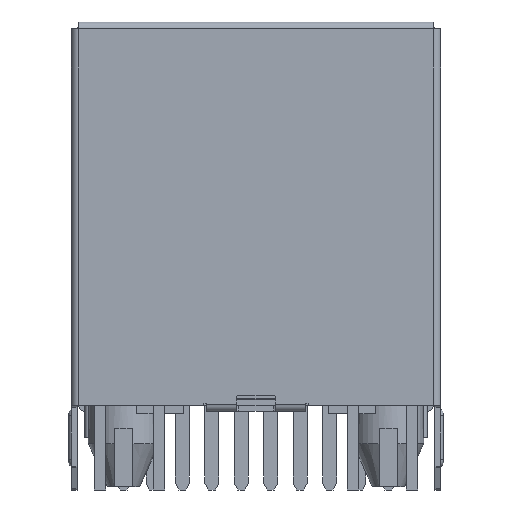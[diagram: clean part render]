
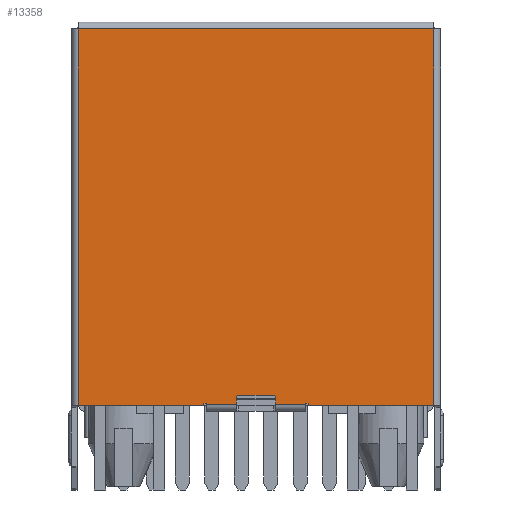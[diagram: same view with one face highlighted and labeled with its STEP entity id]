
A CAD part, front view. The second image highlights one B-rep face of the part: STEP entity #13358.
In plain terms, the highlighted face is planar.
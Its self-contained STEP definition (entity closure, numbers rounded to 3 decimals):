
#532=PLANE('',#16723);
#1639=LINE('',#23080,#3094);
#1645=LINE('',#23100,#3100);
#1647=LINE('',#23104,#3102);
#1650=LINE('',#23110,#3105);
#1659=LINE('',#23137,#3114);
#1661=LINE('',#23141,#3116);
#1664=LINE('',#23147,#3119);
#1671=LINE('',#23166,#3126);
#1681=LINE('',#23187,#3136);
#1682=LINE('',#23190,#3137);
#1683=LINE('',#23191,#3138);
#1684=LINE('',#23193,#3139);
#1685=LINE('',#23195,#3140);
#1686=LINE('',#23196,#3141);
#1687=LINE('',#23197,#3142);
#1688=LINE('',#23198,#3143);
#3094=VECTOR('',#19345,1000.);
#3100=VECTOR('',#19361,1000.);
#3102=VECTOR('',#19365,1000.);
#3105=VECTOR('',#19370,1000.);
#3114=VECTOR('',#19389,1000.);
#3116=VECTOR('',#19393,1000.);
#3119=VECTOR('',#19398,1000.);
#3126=VECTOR('',#19413,1000.);
#3136=VECTOR('',#19433,1000.);
#3137=VECTOR('',#19434,1000.);
#3138=VECTOR('',#19435,1000.);
#3139=VECTOR('',#19436,1000.);
#3140=VECTOR('',#19437,1000.);
#3141=VECTOR('',#19438,1000.);
#3142=VECTOR('',#19439,1000.);
#3143=VECTOR('',#19440,1000.);
#6090=ORIENTED_EDGE('',*,*,#8878,.T.);
#6091=ORIENTED_EDGE('',*,*,#8879,.T.);
#6092=ORIENTED_EDGE('',*,*,#8869,.F.);
#6093=ORIENTED_EDGE('',*,*,#8866,.T.);
#6094=ORIENTED_EDGE('',*,*,#8863,.F.);
#6095=ORIENTED_EDGE('',*,*,#8880,.T.);
#6096=ORIENTED_EDGE('',*,*,#8881,.T.);
#6097=ORIENTED_EDGE('',*,*,#8882,.T.);
#6098=ORIENTED_EDGE('',*,*,#8857,.T.);
#6099=ORIENTED_EDGE('',*,*,#8854,.T.);
#6100=ORIENTED_EDGE('',*,*,#8852,.T.);
#6101=ORIENTED_EDGE('',*,*,#8883,.F.);
#6102=ORIENTED_EDGE('',*,*,#8825,.F.);
#6103=ORIENTED_EDGE('',*,*,#8884,.T.);
#6104=ORIENTED_EDGE('',*,*,#8839,.T.);
#6105=ORIENTED_EDGE('',*,*,#8836,.F.);
#6106=ORIENTED_EDGE('',*,*,#8834,.F.);
#6107=ORIENTED_EDGE('',*,*,#8885,.F.);
#8825=EDGE_CURVE('',#10365,#10367,#1639,.T.);
#8834=EDGE_CURVE('',#10375,#10376,#1645,.T.);
#8836=EDGE_CURVE('',#10376,#10377,#1647,.T.);
#8839=EDGE_CURVE('',#10379,#10377,#1650,.T.);
#8852=EDGE_CURVE('',#10392,#10391,#1659,.T.);
#8854=EDGE_CURVE('',#10393,#10392,#1661,.T.);
#8857=EDGE_CURVE('',#10395,#10393,#1664,.T.);
#8863=EDGE_CURVE('',#10400,#10397,#11104,.T.);
#8866=EDGE_CURVE('',#10401,#10397,#1671,.T.);
#8869=EDGE_CURVE('',#10401,#10403,#11106,.T.);
#8878=EDGE_CURVE('',#10409,#10410,#1681,.T.);
#8879=EDGE_CURVE('',#10410,#10403,#1682,.T.);
#8880=EDGE_CURVE('',#10400,#10411,#1683,.T.);
#8881=EDGE_CURVE('',#10411,#10412,#1684,.T.);
#8882=EDGE_CURVE('',#10412,#10395,#1685,.T.);
#8883=EDGE_CURVE('',#10367,#10391,#1686,.T.);
#8884=EDGE_CURVE('',#10365,#10379,#1687,.T.);
#8885=EDGE_CURVE('',#10409,#10375,#1688,.T.);
#10365=VERTEX_POINT('',#23078);
#10367=VERTEX_POINT('',#23081);
#10375=VERTEX_POINT('',#23099);
#10376=VERTEX_POINT('',#23101);
#10377=VERTEX_POINT('',#23105);
#10379=VERTEX_POINT('',#23111);
#10391=VERTEX_POINT('',#23136);
#10392=VERTEX_POINT('',#23138);
#10393=VERTEX_POINT('',#23142);
#10395=VERTEX_POINT('',#23148);
#10397=VERTEX_POINT('',#23154);
#10400=VERTEX_POINT('',#23159);
#10401=VERTEX_POINT('',#23163);
#10403=VERTEX_POINT('',#23169);
#10409=VERTEX_POINT('',#23188);
#10410=VERTEX_POINT('',#23189);
#10411=VERTEX_POINT('',#23192);
#10412=VERTEX_POINT('',#23194);
#11104=CIRCLE('',#16717,0.1);
#11106=CIRCLE('',#16721,0.1);
#11755=EDGE_LOOP('',(#6090,#6091,#6092,#6093,#6094,#6095,#6096,#6097,#6098,
#6099,#6100,#6101,#6102,#6103,#6104,#6105,#6106,#6107));
#12568=FACE_BOUND('',#11755,.T.);
#13358=ADVANCED_FACE('',(#12568),#532,.T.);
#16717=AXIS2_PLACEMENT_3D('',#23160,#19407,#19408);
#16721=AXIS2_PLACEMENT_3D('',#23172,#19419,#19420);
#16723=AXIS2_PLACEMENT_3D('',#23186,#19431,#19432);
#19345=DIRECTION('',(1.,0.,0.));
#19361=DIRECTION('',(-1.,0.,0.));
#19365=DIRECTION('',(0.,1.,0.));
#19370=DIRECTION('',(1.,0.,0.));
#19389=DIRECTION('',(1.,0.,0.));
#19393=DIRECTION('',(0.,1.,0.));
#19398=DIRECTION('',(1.,0.,0.));
#19407=DIRECTION('',(0.,0.,-1.));
#19408=DIRECTION('',(-1.,0.,0.));
#19413=DIRECTION('',(1.,0.,0.));
#19419=DIRECTION('',(0.,0.,-1.));
#19420=DIRECTION('',(-1.,0.,0.));
#19431=DIRECTION('',(0.,0.,-1.));
#19432=DIRECTION('',(-1.,0.,0.));
#19433=DIRECTION('',(1.,0.,0.));
#19434=DIRECTION('',(0.,-1.,0.));
#19435=DIRECTION('',(0.,1.,0.));
#19436=DIRECTION('',(1.,0.,0.));
#19437=DIRECTION('',(0.,-1.,0.));
#19438=DIRECTION('',(0.,1.,0.));
#19439=DIRECTION('',(0.,1.,0.));
#19440=DIRECTION('',(0.,-1.,0.));
#23078=CARTESIAN_POINT('',(-7.675,-7.975,-10.92));
#23080=CARTESIAN_POINT('',(-7.675,-7.975,-10.92));
#23081=CARTESIAN_POINT('',(7.675,-7.975,-10.92));
#23099=CARTESIAN_POINT('',(-2.15,8.175,-10.92));
#23100=CARTESIAN_POINT('',(-2.25,8.175,-10.92));
#23101=CARTESIAN_POINT('',(-2.25,8.175,-10.92));
#23104=CARTESIAN_POINT('',(-2.25,8.275,-10.92));
#23105=CARTESIAN_POINT('',(-2.25,8.275,-10.92));
#23110=CARTESIAN_POINT('',(-7.675,8.275,-10.92));
#23111=CARTESIAN_POINT('',(-7.675,8.275,-10.92));
#23136=CARTESIAN_POINT('',(7.675,8.275,-10.92));
#23137=CARTESIAN_POINT('',(-7.675,8.275,-10.92));
#23138=CARTESIAN_POINT('',(2.25,8.275,-10.92));
#23141=CARTESIAN_POINT('',(2.25,8.275,-10.92));
#23142=CARTESIAN_POINT('',(2.25,8.175,-10.92));
#23147=CARTESIAN_POINT('',(2.25,8.175,-10.92));
#23148=CARTESIAN_POINT('',(2.15,8.175,-10.92));
#23154=CARTESIAN_POINT('',(0.75,7.833,-10.92));
#23159=CARTESIAN_POINT('',(0.85,7.933,-10.92));
#23160=CARTESIAN_POINT('',(0.75,7.933,-10.92));
#23163=CARTESIAN_POINT('',(-0.75,7.833,-10.92));
#23166=CARTESIAN_POINT('',(-7.675,7.833,-10.92));
#23169=CARTESIAN_POINT('',(-0.85,7.933,-10.92));
#23172=CARTESIAN_POINT('',(-0.75,7.933,-10.92));
#23186=CARTESIAN_POINT('',(-7.675,-8.275,-10.92));
#23187=CARTESIAN_POINT('',(-2.15,8.225,-10.92));
#23188=CARTESIAN_POINT('',(-2.15,8.225,-10.92));
#23189=CARTESIAN_POINT('',(-0.85,8.225,-10.92));
#23190=CARTESIAN_POINT('',(-0.85,-8.275,-10.92));
#23191=CARTESIAN_POINT('',(0.85,-8.275,-10.92));
#23192=CARTESIAN_POINT('',(0.85,8.225,-10.92));
#23193=CARTESIAN_POINT('',(-2.15,8.225,-10.92));
#23194=CARTESIAN_POINT('',(2.15,8.225,-10.92));
#23195=CARTESIAN_POINT('',(2.15,8.275,-10.92));
#23196=CARTESIAN_POINT('',(7.675,-8.275,-10.92));
#23197=CARTESIAN_POINT('',(-7.675,-8.275,-10.92));
#23198=CARTESIAN_POINT('',(-2.15,8.275,-10.92));
